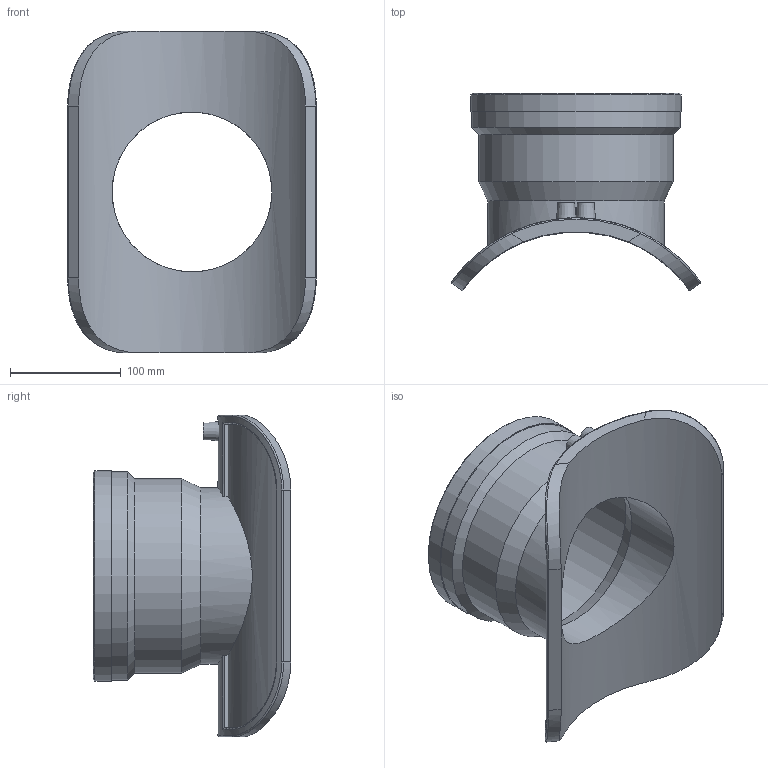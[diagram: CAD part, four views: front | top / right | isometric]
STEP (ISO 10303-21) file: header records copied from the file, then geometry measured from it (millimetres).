
FILE_DESCRIPTION(/* description */ ('PLASSON WASTEWATER SADDLE 225-250X160 PVC/PP ADAPTOR INLET'),/* implementation_level */ '2;1');
FILE_NAME(/* name */ '4758V4250160.ipt.stp',/* time_stamp */ '2017-11-06T09:10:24+02:00',/* author */ ('Кирилл'),/* organization */ (''),/* preprocessor_version */ 'ST-DEVELOPER v15.6',/* originating_system */ 'Autodesk Inventor 2015',/* authorisation */ '');
FILE_SCHEMA (('AUTOMOTIVE_DESIGN { 1 0 10303 214 3 1 1 }'));
Length unit declared in the file: millimetre
Products named in the file (1): 4758V4250160
Bounding box: 224.01 x 178.13 x 290 mm (x, y, z)
Volume: 1124881.1 mm3; surface area: 267225 mm2
Topology: 1 solids, 1 shells, 85 faces, 195 edges, 121 vertices
Faces by surface type: cylinder 36, plane 23, cone 12, bspline 8, torus 6
Full cylindrical faces by diameter (mm): 4 x2, 10 x2, 144 x1, 159 x1, 160 x3, 175 x1, 188.1 x1, 190 x1
Entity records: 3272 total; most frequent: CARTESIAN_POINT 1513, DIRECTION 348, ORIENTED_EDGE 330, EDGE_CURVE 165, AXIS2_PLACEMENT_3D 150, EDGE_LOOP 120, VERTEX_POINT 115, FACE_OUTER_BOUND 85
